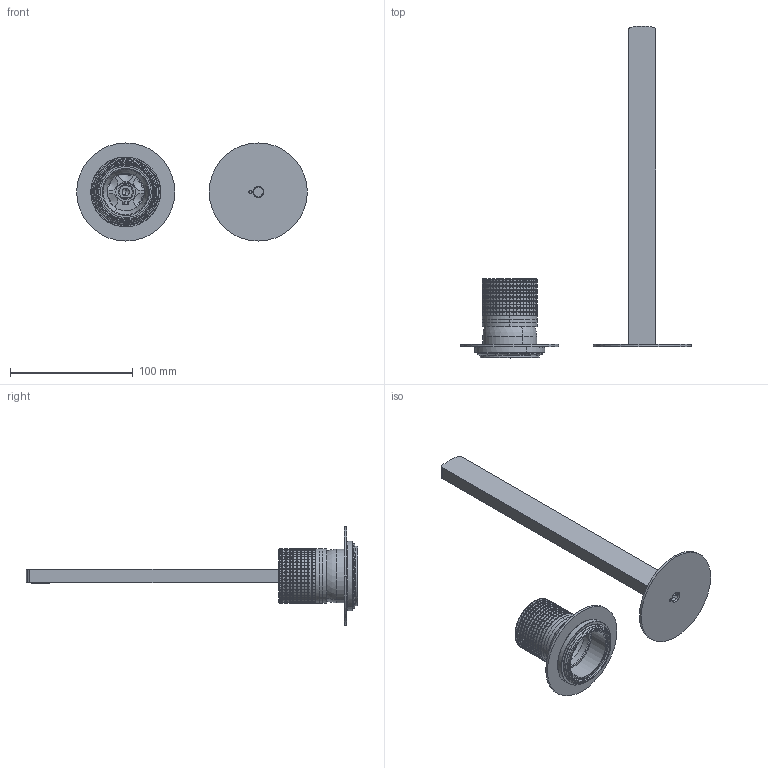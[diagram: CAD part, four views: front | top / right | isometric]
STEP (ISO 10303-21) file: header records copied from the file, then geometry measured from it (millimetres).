
FILE_DESCRIPTION(('CATIA V5 STEP Exchange','CAx-IF Rec.Pracs.--- Model Styling and Organization---1.5--- 2016-08-15','CAx-IF Rec.Pracs.---Supplemental Geometry---1.0---2011-11-01','CAx-IF Rec.Pracs.--- Composite Materials ---3.4---2017-06-13','CAx-IF Rec.Pracs.---Tessellated 3D Geometry---1.0---2015-12-17'),'2;1');
FILE_NAME('X2 00551.stp','2022-09-15T15:56:44+00:00',('none'),('none'),'CATIA Version 5-6 Release 2020 SP2','CATIA V5 STEP AP242 v2','none');
FILE_SCHEMA(('AP242_MANAGED_MODEL_BASED_3D_ENGINEERING_MIM_LF {1 0 10303 442 1 1 4}'));
Products named in the file (14): X2 00551; P47263; P47260; PR98127; P45393; P44110; P47561; P42743; PR9D176; P47491; P50533; P42159; P96491; P52184
Assembly tree (14 placements, depth 3):
  X2 00551
    P47263
    P47260
    PR98127
      P45393
      P44110
    P47561
    P42743
    PR9D176
      P47491
    P50533
    P42159  x2
    P96491
    P52184
Bounding box: 188 x 270.6 x 80 mm (x, y, z)
Volume: 113394.3 mm3; surface area: 71583.8 mm2
Topology: 12 solids, 12 shells, 3360 faces, 10270 edges, 6996 vertices
Faces by surface type: plane 1375, cone 748, cylinder 601, extrusion 428, torus 194, bspline 10, sphere 4
Entity records: 118007 total; most frequent: CARTESIAN_POINT 44646, ORIENTED_EDGE 20416, EDGE_CURVE 10208, VERTEX_POINT 6972, B_SPLINE_CURVE_WITH_KNOTS 6231, DIRECTION 5655, EDGE_LOOP 3452, ADVANCED_FACE 3345
